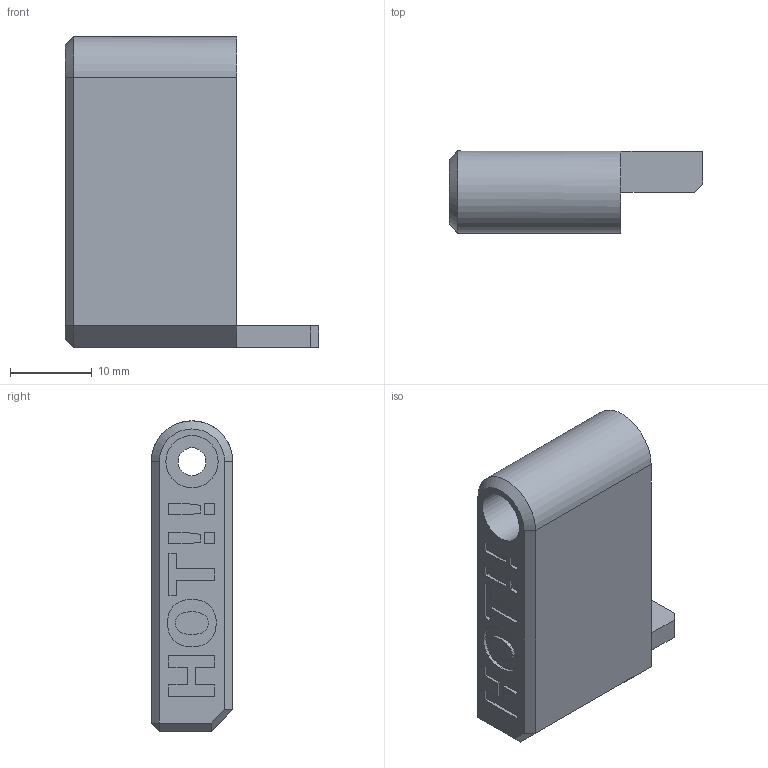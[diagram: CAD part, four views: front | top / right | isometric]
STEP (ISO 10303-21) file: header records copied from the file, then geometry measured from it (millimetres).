
FILE_DESCRIPTION(('FreeCAD Model'),'2;1');
FILE_NAME('blower2040-nozzle-x1.step', '2021-06-20T17:22:27',('Author'),(''), 'Open CASCADE STEP processor 7.3','FreeCAD','Unknown');
FILE_SCHEMA(('AUTOMOTIVE_DESIGN { 1 0 10303 214 1 1 1 1 }'));
Length unit declared in the file: millimetre
Products named in the file (1): blower.nozzle
Bounding box: 31 x 10 x 38 mm (x, y, z)
Volume: 3280.6 mm3; surface area: 3290.1 mm2
Topology: 1 solids, 1 shells, 98 faces, 251 edges, 164 vertices
Faces by surface type: plane 78, extrusion 16, cylinder 3, cone 1
Full cylindrical faces by diameter (mm): 3.4 x1, 6.4 x1
Entity records: 6204 total; most frequent: CARTESIAN_POINT 1222, DIRECTION 848, VECTOR 662, LINE 646, ORIENTED_EDGE 502, PCURVE 502, DEFINITIONAL_REPRESENTATION 502, EDGE_CURVE 251
